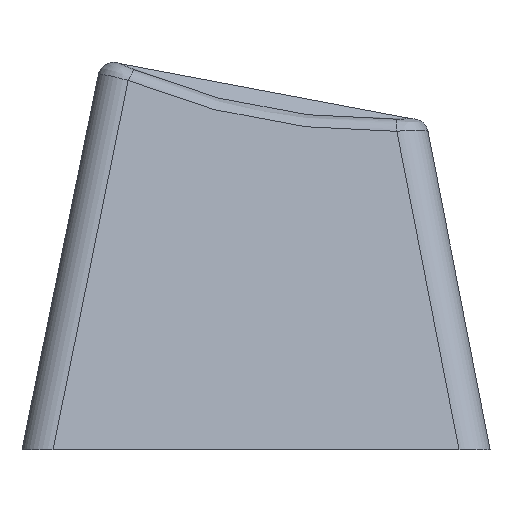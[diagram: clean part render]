
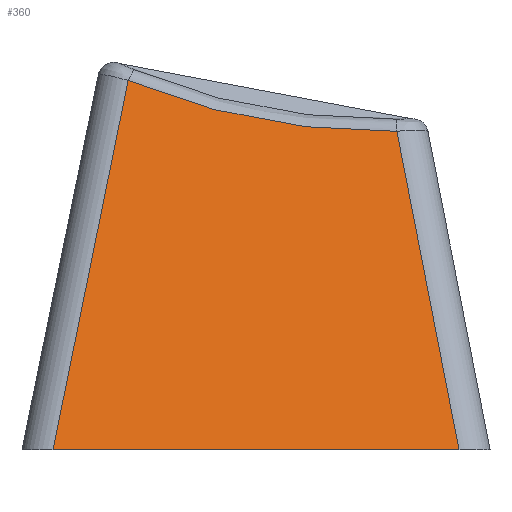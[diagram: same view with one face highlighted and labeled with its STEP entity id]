
A CAD part, left-side view. The second image highlights one B-rep face of the part: STEP entity #360.
In plain terms, the highlighted planar face has unit normal (-0.97, 0, 0.241).
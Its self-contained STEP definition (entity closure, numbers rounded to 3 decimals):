
#308=CARTESIAN_POINT('',(582.571,37.35,2.145));
#309=DIRECTION('',(-0.97,0.,0.242));
#310=DIRECTION('',(0.242,0.,0.97));
#311=AXIS2_PLACEMENT_3D('',#308,#309,#310);
#312=PLANE('',#311);
#313=CARTESIAN_POINT('',(582.037,29.413,0.));
#314=VERTEX_POINT('',#313);
#315=CARTESIAN_POINT('',(585.136,31.841,12.447));
#316=VERTEX_POINT('',#315);
#317=CARTESIAN_POINT('',(582.037,29.415,0.));
#318=DIRECTION('',(0.237,0.186,0.953));
#319=VECTOR('',#318,13.055);
#320=LINE('',#317,#319);
#321=EDGE_CURVE('',#314,#316,#320,.T.);
#322=ORIENTED_EDGE('',*,*,#321,.T.);
#323=CARTESIAN_POINT('',(585.629,42.349,14.43));
#324=VERTEX_POINT('',#323);
#325=CARTESIAN_POINT('',(585.136,31.841,12.447));
#326=CARTESIAN_POINT('',(585.131,32.741,12.43));
#327=CARTESIAN_POINT('',(585.139,33.639,12.46));
#328=CARTESIAN_POINT('',(585.158,34.534,12.536));
#329=CARTESIAN_POINT('',(585.167,34.982,12.574));
#330=CARTESIAN_POINT('',(585.179,35.43,12.623));
#331=CARTESIAN_POINT('',(585.194,35.875,12.684));
#332=CARTESIAN_POINT('',(585.21,36.32,12.744));
#333=CARTESIAN_POINT('',(585.228,36.763,12.816));
#334=CARTESIAN_POINT('',(585.248,37.204,12.899));
#335=CARTESIAN_POINT('',(585.29,38.085,13.066));
#336=CARTESIAN_POINT('',(585.342,38.96,13.278));
#337=CARTESIAN_POINT('',(585.406,39.819,13.533));
#338=CARTESIAN_POINT('',(585.469,40.678,13.788));
#339=CARTESIAN_POINT('',(585.544,41.521,14.087));
#340=CARTESIAN_POINT('',(585.629,42.349,14.43));
#341=B_SPLINE_CURVE_WITH_KNOTS('',3,(#325,#326,#327,#328,#329,#330,#331,#332,#333,#334,#335,#336,#337,#338,#339,#340),.UNSPECIFIED.,.F.,.F.,(4,3,3,3,3,4),(0.,0.003,0.004,0.005,0.008,0.011),.UNSPECIFIED.);
#342=EDGE_CURVE('',#316,#324,#341,.T.);
#343=ORIENTED_EDGE('',*,*,#342,.T.);
#344=CARTESIAN_POINT('',(582.037,45.287,0.));
#345=VERTEX_POINT('',#344);
#346=CARTESIAN_POINT('',(585.629,42.349,14.43));
#347=DIRECTION('',(-0.237,0.194,-0.952));
#348=VECTOR('',#347,15.158);
#349=LINE('',#346,#348);
#350=EDGE_CURVE('',#324,#345,#349,.T.);
#351=ORIENTED_EDGE('',*,*,#350,.T.);
#352=CARTESIAN_POINT('',(582.037,45.287,0.));
#353=DIRECTION('',(-0.,-1.,-0.));
#354=VECTOR('',#353,15.874);
#355=LINE('',#352,#354);
#356=EDGE_CURVE('',#345,#314,#355,.T.);
#357=ORIENTED_EDGE('',*,*,#356,.T.);
#358=EDGE_LOOP('',(#322,#343,#351,#357));
#359=FACE_BOUND('',#358,.T.);
#360=ADVANCED_FACE('',(#359),#312,.T.);
